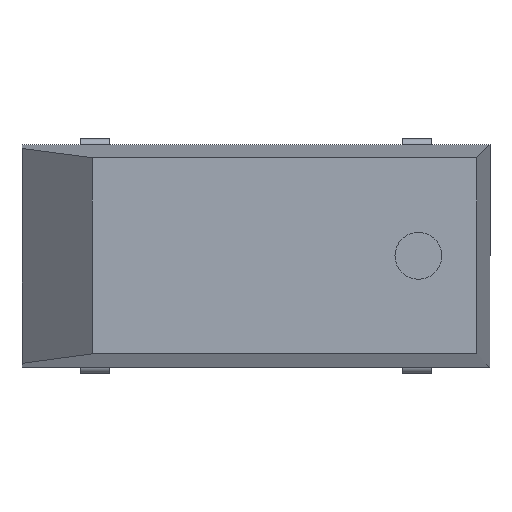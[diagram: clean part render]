
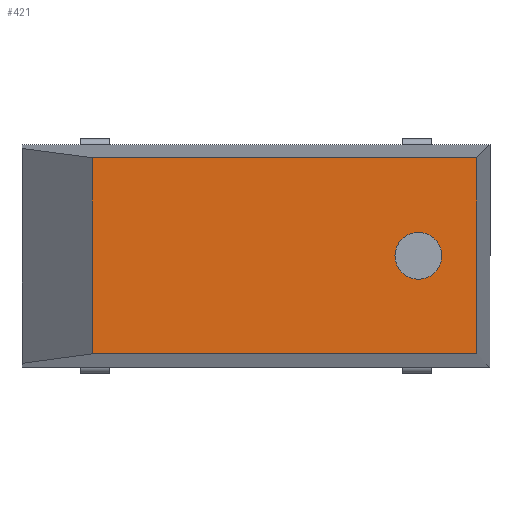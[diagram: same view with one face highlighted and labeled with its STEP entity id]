
A CAD part, top view. The second image highlights one B-rep face of the part: STEP entity #421.
In plain terms, the highlighted planar face has unit normal (0, 0, 1).
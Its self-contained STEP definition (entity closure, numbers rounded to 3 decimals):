
#72=CARTESIAN_POINT('',(2.775,-0.4,2.7));
#73=VERTEX_POINT('',#72);
#89=CARTESIAN_POINT('',(2.775,0.4,2.7));
#90=VERTEX_POINT('',#89);
#97=CARTESIAN_POINT('',(2.775,0.,2.7));
#98=DIRECTION('',(0.0,0.0,1.0));
#99=DIRECTION('',(0.0,-1.0,0.0));
#100=AXIS2_PLACEMENT_3D('',#97,#98,#99);
#101=CIRCLE('',#100,0.4);
#102=EDGE_CURVE('',#90,#73,#101,.T.);
#113=CARTESIAN_POINT('',(2.775,0.,2.7));
#114=DIRECTION('',(0.0,0.0,1.0));
#115=DIRECTION('',(0.0,-1.0,0.0));
#116=AXIS2_PLACEMENT_3D('',#113,#114,#115);
#117=CIRCLE('',#116,0.4);
#118=EDGE_CURVE('',#73,#90,#117,.T.);
#303=CARTESIAN_POINT('',(-2.8,1.675,2.7));
#304=VERTEX_POINT('',#303);
#305=CARTESIAN_POINT('',(-2.8,-1.675,2.7));
#306=VERTEX_POINT('',#305);
#307=CARTESIAN_POINT('',(-2.8,1.675,2.7));
#308=DIRECTION('',(0.0,-1.0,0.0));
#309=VECTOR('',#308,3.35);
#310=LINE('',#307,#309);
#311=EDGE_CURVE('',#304,#306,#310,.T.);
#335=CARTESIAN_POINT('',(3.775,1.675,2.7));
#336=VERTEX_POINT('',#335);
#343=CARTESIAN_POINT('',(3.775,-1.675,2.7));
#344=VERTEX_POINT('',#343);
#345=CARTESIAN_POINT('',(3.775,1.675,2.7));
#346=DIRECTION('',(0.0,-1.0,0.0));
#347=VECTOR('',#346,3.35);
#348=LINE('',#345,#347);
#349=EDGE_CURVE('',#336,#344,#348,.T.);
#368=CARTESIAN_POINT('',(-2.8,-1.675,2.7));
#369=DIRECTION('',(1.0,0.0,0.0));
#370=VECTOR('',#369,6.575);
#371=LINE('',#368,#370);
#372=EDGE_CURVE('',#306,#344,#371,.T.);
#383=CARTESIAN_POINT('',(3.775,1.675,2.7));
#384=DIRECTION('',(-1.0,0.0,0.0));
#385=VECTOR('',#384,6.575);
#386=LINE('',#383,#385);
#387=EDGE_CURVE('',#336,#304,#386,.T.);
#406=CARTESIAN_POINT('',(0.271,0.0,2.7));
#407=DIRECTION('',(0.0,0.0,-1.0));
#408=DIRECTION('',(1.0,0.0,0.0));
#409=AXIS2_PLACEMENT_3D('',#406,#407,#408);
#410=PLANE('',#409);
#411=ORIENTED_EDGE('',*,*,#387,.T.);
#412=ORIENTED_EDGE('',*,*,#311,.T.);
#413=ORIENTED_EDGE('',*,*,#372,.T.);
#414=ORIENTED_EDGE('',*,*,#349,.F.);
#415=EDGE_LOOP('',(#411,#412,#413,#414));
#416=FACE_OUTER_BOUND('',#415,.T.);
#417=ORIENTED_EDGE('',*,*,#118,.F.);
#418=ORIENTED_EDGE('',*,*,#102,.F.);
#419=EDGE_LOOP('',(#417,#418));
#420=FACE_BOUND('',#419,.T.);
#421=ADVANCED_FACE('',(#416,#420),#410,.F.);
